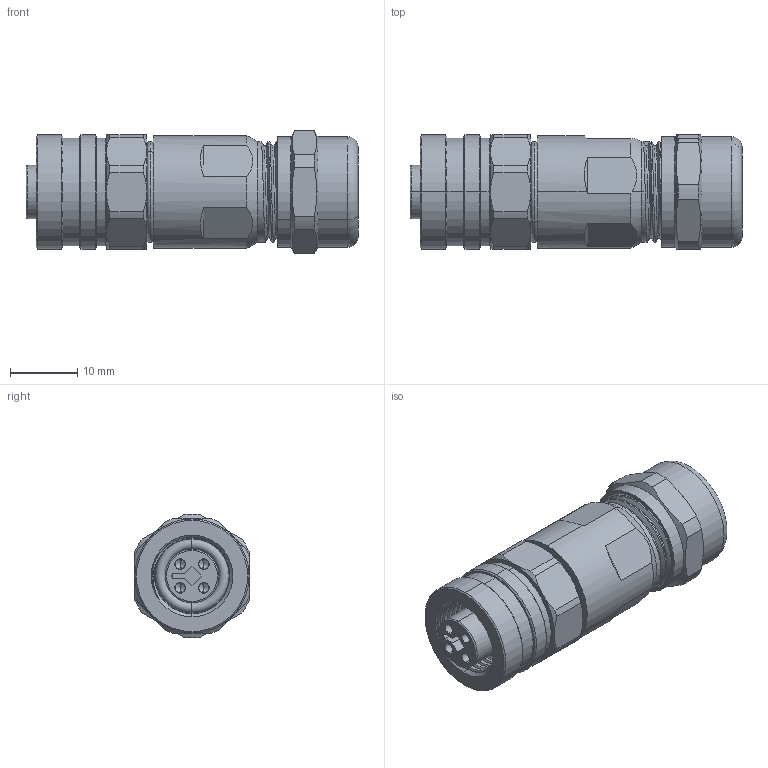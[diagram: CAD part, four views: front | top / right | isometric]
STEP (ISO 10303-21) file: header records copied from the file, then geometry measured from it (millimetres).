
FILE_DESCRIPTION (( 'STEP AP203' ), '1' );
FILE_NAME ('55-00457.STEP', '2025-03-25T01:58:48', ( '' ), ( '' ), 'SwSTEP 2.0', 'SolidWorks 2021', '' );
FILE_SCHEMA (( 'CONFIG_CONTROL_DESIGN' ));
Length unit declared in the file: millimetre
Products named in the file (12): 55-00457-07___; 55-00457-01___; 55-00457-08___; 55-00457-12___; 55-00457-10___; 55-00457-11___; 55-00457; 55-00457-09___; 55-00457-02___; 55-00457-06_step; 55-00457-04___; 55-00457-03___
Assembly tree (14 placements, depth 2):
  55-00457
    55-00457-01___
    55-00457-02___
    55-00457-03___
    55-00457-04___
    55-00457-06_step
    55-00457-07___
    55-00457-08___
    55-00457-09___
    55-00457-10___
    55-00457-11___  x4
    55-00457-12___
Bounding box: 49.5 x 17 x 18.49 mm (x, y, z)
Volume: 7429.7 mm3; surface area: 11489.9 mm2
Topology: 14 solids, 14 shells, 524 faces, 1332 edges, 841 vertices
Faces by surface type: cylinder 199, plane 189, cone 87, torus 32, bspline 17
Entity records: 19219 total; most frequent: CARTESIAN_POINT 7936, ORIENTED_EDGE 2152, DIRECTION 2055, EDGE_CURVE 1076, AXIS2_PLACEMENT_3D 812, VERTEX_POINT 691, EDGE_LOOP 465, VECTOR 431
